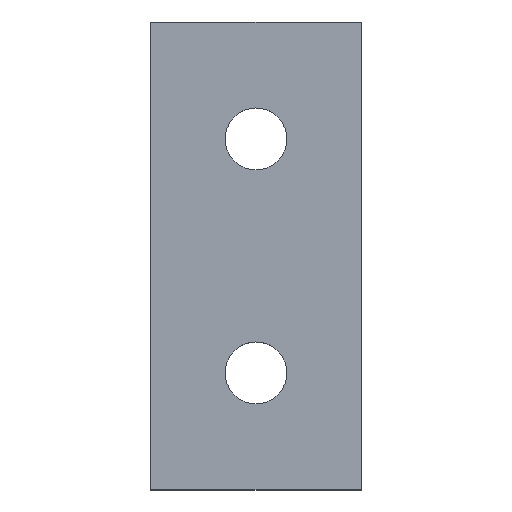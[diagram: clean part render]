
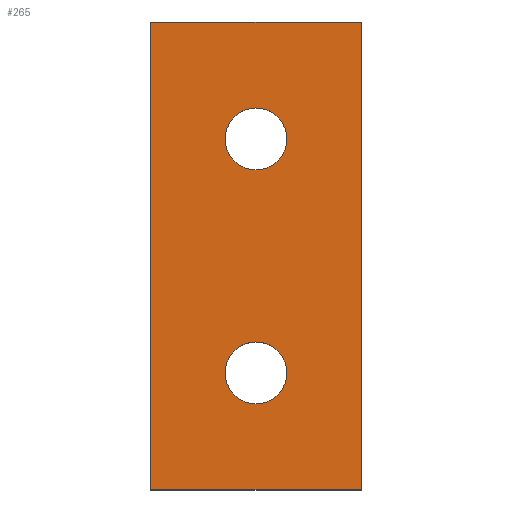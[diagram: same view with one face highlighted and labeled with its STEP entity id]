
A CAD part, top view. The second image highlights one B-rep face of the part: STEP entity #265.
In plain terms, the highlighted planar face has unit normal (0, 0, 1).
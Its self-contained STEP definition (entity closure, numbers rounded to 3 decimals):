
#73=CARTESIAN_POINT('',(2.65,-10.0,4.0));
#74=VERTEX_POINT('',#73);
#75=CARTESIAN_POINT('',(0.,-10.0,4.0));
#76=DIRECTION('',(0.0,0.0,-1.0));
#77=DIRECTION('',(-1.0,0.0,0.0));
#78=AXIS2_PLACEMENT_3D('',#75,#76,#77);
#79=CIRCLE('',#78,2.65);
#80=EDGE_CURVE('',#74,#74,#79,.T.);
#101=CARTESIAN_POINT('',(2.65,10.0,4.0));
#102=VERTEX_POINT('',#101);
#103=CARTESIAN_POINT('',(0.,10.0,4.0));
#104=DIRECTION('',(0.0,0.0,-1.0));
#105=DIRECTION('',(-1.0,0.0,0.0));
#106=AXIS2_PLACEMENT_3D('',#103,#104,#105);
#107=CIRCLE('',#106,2.65);
#108=EDGE_CURVE('',#102,#102,#107,.T.);
#139=CARTESIAN_POINT('',(9.,20.0,4.0));
#140=VERTEX_POINT('',#139);
#147=CARTESIAN_POINT('',(9.,-20.0,4.0));
#148=VERTEX_POINT('',#147);
#149=CARTESIAN_POINT('',(9.,-20.0,4.0));
#150=DIRECTION('',(0.0,1.0,0.0));
#151=VECTOR('',#150,40.0);
#152=LINE('',#149,#151);
#153=EDGE_CURVE('',#148,#140,#152,.T.);
#178=CARTESIAN_POINT('',(-9.,-20.0,4.0));
#179=VERTEX_POINT('',#178);
#180=CARTESIAN_POINT('',(-9.,-20.0,4.0));
#181=DIRECTION('',(1.0,0.0,0.0));
#182=VECTOR('',#181,18.0);
#183=LINE('',#180,#182);
#184=EDGE_CURVE('',#179,#148,#183,.T.);
#209=CARTESIAN_POINT('',(-9.,20.0,4.0));
#210=VERTEX_POINT('',#209);
#211=CARTESIAN_POINT('',(-9.,20.0,4.0));
#212=DIRECTION('',(0.0,-1.0,0.0));
#213=VECTOR('',#212,40.0);
#214=LINE('',#211,#213);
#215=EDGE_CURVE('',#210,#179,#214,.T.);
#238=CARTESIAN_POINT('',(9.,20.0,4.0));
#239=DIRECTION('',(-1.0,0.0,0.0));
#240=VECTOR('',#239,18.);
#241=LINE('',#238,#240);
#242=EDGE_CURVE('',#140,#210,#241,.T.);
#248=CARTESIAN_POINT('',(0.0,0.,4.0));
#249=DIRECTION('',(0.0,0.0,1.0));
#250=DIRECTION('',(1.0,0.0,0.0));
#251=AXIS2_PLACEMENT_3D('',#248,#249,#250);
#252=PLANE('',#251);
#253=ORIENTED_EDGE('',*,*,#242,.T.);
#254=ORIENTED_EDGE('',*,*,#215,.T.);
#255=ORIENTED_EDGE('',*,*,#184,.T.);
#256=ORIENTED_EDGE('',*,*,#153,.T.);
#257=EDGE_LOOP('',(#253,#254,#255,#256));
#258=FACE_OUTER_BOUND('',#257,.T.);
#259=ORIENTED_EDGE('',*,*,#80,.T.);
#260=EDGE_LOOP('',(#259));
#261=FACE_BOUND('',#260,.T.);
#262=ORIENTED_EDGE('',*,*,#108,.T.);
#263=EDGE_LOOP('',(#262));
#264=FACE_BOUND('',#263,.T.);
#265=ADVANCED_FACE('',(#258,#261,#264),#252,.T.);
